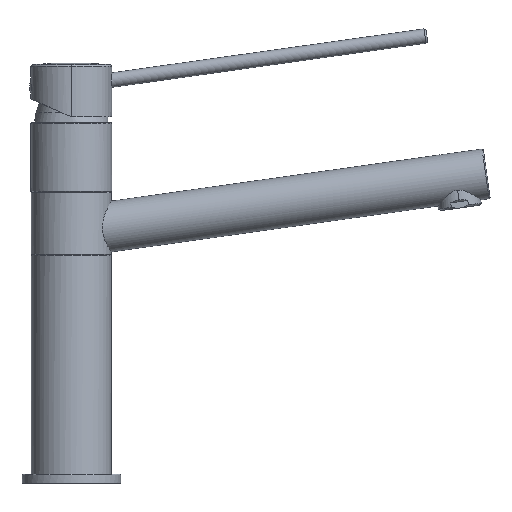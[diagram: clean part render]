
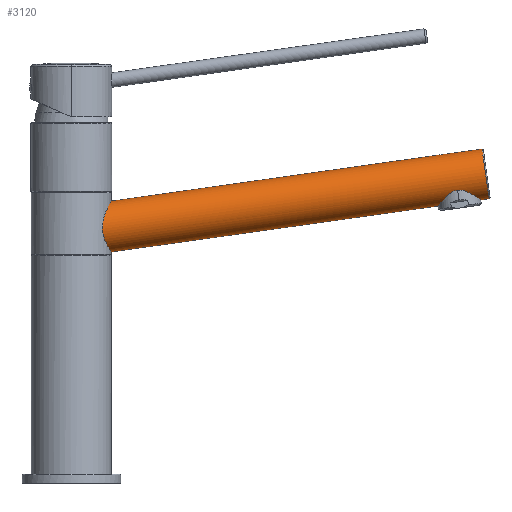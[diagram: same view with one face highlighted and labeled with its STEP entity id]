
A CAD part, left-side view. The second image highlights one B-rep face of the part: STEP entity #3120.
In plain terms, the highlighted cylindrical face has radius 14 mm (diameter 28 mm), a partial arc.
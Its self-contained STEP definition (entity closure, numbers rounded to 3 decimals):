
#3120=ADVANCED_FACE('',(#5668),#43788,.T.);
#5668=FACE_OUTER_BOUND('',#8830,.T.);
#8830=EDGE_LOOP('',(#21200,#21201,#21202,#21203,#21204,#21205,#21206));
#21200=ORIENTED_EDGE('',*,*,#28992,.T.);
#21201=ORIENTED_EDGE('',*,*,#28995,.T.);
#21202=ORIENTED_EDGE('',*,*,#28994,.T.);
#21203=ORIENTED_EDGE('',*,*,#28993,.T.);
#21204=ORIENTED_EDGE('',*,*,#29031,.T.);
#21205=ORIENTED_EDGE('',*,*,#28997,.T.);
#21206=ORIENTED_EDGE('',*,*,#28991,.T.);
#28991=EDGE_CURVE('',#40739,#40741,#31447,.T.);
#28992=EDGE_CURVE('',#40741,#40738,#31448,.T.);
#28993=EDGE_CURVE('',#40744,#40743,#36240,.T.);
#28994=EDGE_CURVE('',#40745,#40744,#36241,.T.);
#28995=EDGE_CURVE('',#40738,#40745,#36242,.T.);
#28997=EDGE_CURVE('',#40742,#40739,#36244,.T.);
#29031=EDGE_CURVE('',#40743,#40742,#36260,.T.);
#31447=(
BOUNDED_CURVE()
B_SPLINE_CURVE(2,(#89483,#89484,#89485),.UNSPECIFIED.,.F.,.F.)
B_SPLINE_CURVE_WITH_KNOTS((3,3),(41.63,42.097),
 .UNSPECIFIED.)
CURVE()
GEOMETRIC_REPRESENTATION_ITEM()
RATIONAL_B_SPLINE_CURVE((1.,1.,1.))
REPRESENTATION_ITEM('')
);
#31448=(
BOUNDED_CURVE()
B_SPLINE_CURVE(2,(#89486,#89487,#89488,#89489,#89490),.UNSPECIFIED.,.F.,
 .F.)
B_SPLINE_CURVE_WITH_KNOTS((3,2,3),(42.097,62.912,83.727),
 .UNSPECIFIED.)
CURVE()
GEOMETRIC_REPRESENTATION_ITEM()
RATIONAL_B_SPLINE_CURVE((1.,0.713,1.,0.713,1.))
REPRESENTATION_ITEM('')
);
#36240=B_SPLINE_CURVE_WITH_KNOTS('',1,(#89491,#89492),.UNSPECIFIED.,.F.,
 .F.,(2,2),(-183.553,0.),.UNSPECIFIED.);
#36241=B_SPLINE_CURVE_WITH_KNOTS('',3,(#89493,#89494,#89495,#89496,#89497,
#89498,#89499,#89500,#89501,#89502,#89503,#89504,#89505,#89506,#89507,#89508,
#89509,#89510,#89511,#89512,#89513,#89514,#89515,#89516,#89517,#89518,#89519,
#89520,#89521,#89522,#89523,#89524,#89525,#89526,#89527),.UNSPECIFIED.,
 .F.,.F.,(4,1,1,1,1,1,1,1,1,1,1,1,1,1,1,1,1,1,1,1,1,1,1,1,1,1,1,1,1,1,1,
1,4),(-45.615,-44.19,-42.764,-41.339,
-39.913,-38.488,-37.062,-35.637,
-34.212,-32.786,-31.361,-29.935,
-28.51,-27.084,-25.659,-24.233,
-22.808,-21.382,-19.957,-18.531,
-17.106,-15.68,-14.255,-12.829,
-11.404,-9.978,-8.553,-7.127,
-5.702,-4.276,-2.851,-1.425,
0.),.UNSPECIFIED.);
#36242=B_SPLINE_CURVE_WITH_KNOTS('',1,(#89528,#89529),.UNSPECIFIED.,.F.,
 .F.,(2,2),(-208.568,0.),.UNSPECIFIED.);
#36244=B_SPLINE_CURVE_WITH_KNOTS('',1,(#89565,#89566),.UNSPECIFIED.,.F.,
 .F.,(2,2),(0.,4.45),.UNSPECIFIED.);
#36260=B_SPLINE_CURVE_WITH_KNOTS('',3,(#89716,#89717,#89718,#89719,#89720,
#89721,#89722,#89723,#89724,#89725,#89726,#89727,#89728,#89729,#89730,#89731,
#89732,#89733,#89734,#89735,#89736,#89737,#89738,#89739,#89740,#89741,#89742,
#89743,#89744,#89745,#89746,#89747,#89748,#89749,#89750,#89751,#89752),
 .UNSPECIFIED.,.F.,.F.,(4,1,1,1,1,1,1,1,1,1,1,1,1,1,1,1,1,1,1,1,1,1,1,1,
1,1,1,1,1,1,1,1,1,1,4),(0.,1.226,2.453,3.679,
4.906,6.132,7.358,8.585,9.811,
11.038,12.264,13.491,14.717,15.943,
17.17,18.396,19.623,20.849,22.075,
23.302,24.528,25.755,26.981,28.208,
29.434,30.66,31.887,33.113,34.34,
35.566,36.792,38.019,39.245,40.472,
41.698),.UNSPECIFIED.);
#40738=VERTEX_POINT('',#89419);
#40739=VERTEX_POINT('',#89420);
#40741=VERTEX_POINT('',#89422);
#40742=VERTEX_POINT('',#89423);
#40743=VERTEX_POINT('',#89424);
#40744=VERTEX_POINT('',#89425);
#40745=VERTEX_POINT('',#89426);
#43788=CYLINDRICAL_SURFACE('',#48003,14.);
#48003=AXIS2_PLACEMENT_3D('',#89364,#50441,$);
#50441=DIRECTION('',(0.,1.,0.));
#89364=CARTESIAN_POINT('',(0.,108.462,0.));
#89419=CARTESIAN_POINT('',(14.,0.6,0.));
#89420=CARTESIAN_POINT('',(-14.,0.6,0.));
#89422=CARTESIAN_POINT('',(-13.991,0.6,0.488));
#89423=CARTESIAN_POINT('',(-14.,5.05,0.));
#89424=CARTESIAN_POINT('',(-14.,29.55,0.));
#89425=CARTESIAN_POINT('',(-14.,213.103,0.));
#89426=CARTESIAN_POINT('',(14.,209.168,0.));
#89483=CARTESIAN_POINT('',(-14.,0.6,0.));
#89484=CARTESIAN_POINT('',(-14.,0.6,0.244));
#89485=CARTESIAN_POINT('',(-13.991,0.6,0.488));
#89486=CARTESIAN_POINT('',(-13.991,0.6,0.488));
#89487=CARTESIAN_POINT('',(-13.512,0.6,14.238));
#89488=CARTESIAN_POINT('',(0.244,0.6,13.998));
#89489=CARTESIAN_POINT('',(14.,0.6,13.758));
#89490=CARTESIAN_POINT('',(14.,0.6,0.));
#89491=CARTESIAN_POINT('',(-14.,213.103,0.));
#89492=CARTESIAN_POINT('',(-14.,29.55,0.));
#89493=CARTESIAN_POINT('',(14.,209.168,0.));
#89494=CARTESIAN_POINT('',(14.,209.168,0.41));
#89495=CARTESIAN_POINT('',(13.964,209.196,1.236));
#89496=CARTESIAN_POINT('',(13.799,209.323,2.473));
#89497=CARTESIAN_POINT('',(13.519,209.538,3.714));
#89498=CARTESIAN_POINT('',(13.116,209.843,4.954));
#89499=CARTESIAN_POINT('',(12.584,210.24,6.186));
#89500=CARTESIAN_POINT('',(11.91,210.729,7.404));
#89501=CARTESIAN_POINT('',(11.089,211.305,8.588));
#89502=CARTESIAN_POINT('',(10.116,211.958,9.718));
#89503=CARTESIAN_POINT('',(9.001,212.661,10.76));
#89504=CARTESIAN_POINT('',(7.771,213.378,11.679));
#89505=CARTESIAN_POINT('',(6.471,214.063,12.444));
#89506=CARTESIAN_POINT('',(5.144,214.677,13.047));
#89507=CARTESIAN_POINT('',(3.827,215.196,13.49));
#89508=CARTESIAN_POINT('',(2.536,215.613,13.789));
#89509=CARTESIAN_POINT('',(1.271,215.93,13.961));
#89510=CARTESIAN_POINT('',(0.033,216.151,14.018));
#89511=CARTESIAN_POINT('',(-1.194,216.281,13.967));
#89512=CARTESIAN_POINT('',(-2.415,216.325,13.809));
#89513=CARTESIAN_POINT('',(-3.641,216.283,13.538));
#89514=CARTESIAN_POINT('',(-4.876,216.158,13.146));
#89515=CARTESIAN_POINT('',(-6.116,215.953,12.618));
#89516=CARTESIAN_POINT('',(-7.346,215.674,11.946));
#89517=CARTESIAN_POINT('',(-8.541,215.337,11.125));
#89518=CARTESIAN_POINT('',(-9.666,214.964,10.164));
#89519=CARTESIAN_POINT('',(-10.688,214.582,9.083));
#89520=CARTESIAN_POINT('',(-11.585,214.216,7.907));
#89521=CARTESIAN_POINT('',(-12.341,213.887,6.663));
#89522=CARTESIAN_POINT('',(-12.954,213.606,5.372));
#89523=CARTESIAN_POINT('',(-13.425,213.383,4.05));
#89524=CARTESIAN_POINT('',(-13.758,213.222,2.708));
#89525=CARTESIAN_POINT('',(-13.956,213.125,1.356));
#89526=CARTESIAN_POINT('',(-14.,213.103,0.451));
#89527=CARTESIAN_POINT('',(-14.,213.103,0.));
#89528=CARTESIAN_POINT('',(14.,0.6,0.));
#89529=CARTESIAN_POINT('',(14.,209.168,0.));
#89565=CARTESIAN_POINT('',(-14.,5.05,0.));
#89566=CARTESIAN_POINT('',(-14.,0.6,0.));
#89716=CARTESIAN_POINT('',(-14.,29.55,0.));
#89717=CARTESIAN_POINT('',(-14.,29.55,0.357));
#89718=CARTESIAN_POINT('',(-13.973,29.519,1.075));
#89719=CARTESIAN_POINT('',(-13.848,29.376,2.15));
#89720=CARTESIAN_POINT('',(-13.638,29.135,3.228));
#89721=CARTESIAN_POINT('',(-13.337,28.787,4.307));
#89722=CARTESIAN_POINT('',(-12.942,28.326,5.382));
#89723=CARTESIAN_POINT('',(-12.446,27.741,6.447));
#89724=CARTESIAN_POINT('',(-11.851,27.024,7.487));
#89725=CARTESIAN_POINT('',(-11.151,26.161,8.495));
#89726=CARTESIAN_POINT('',(-10.352,25.135,9.452));
#89727=CARTESIAN_POINT('',(-9.528,24.014,10.277));
#89728=CARTESIAN_POINT('',(-8.755,22.864,10.938));
#89729=CARTESIAN_POINT('',(-8.096,21.757,11.429));
#89730=CARTESIAN_POINT('',(-7.579,20.729,11.775));
#89731=CARTESIAN_POINT('',(-7.201,19.782,12.008));
#89732=CARTESIAN_POINT('',(-6.947,18.899,12.155));
#89733=CARTESIAN_POINT('',(-6.805,18.069,12.235));
#89734=CARTESIAN_POINT('',(-6.762,17.268,12.259));
#89735=CARTESIAN_POINT('',(-6.814,16.457,12.23));
#89736=CARTESIAN_POINT('',(-6.965,15.627,12.145));
#89737=CARTESIAN_POINT('',(-7.222,14.758,11.995));
#89738=CARTESIAN_POINT('',(-7.601,13.823,11.761));
#89739=CARTESIAN_POINT('',(-8.109,12.82,11.42));
#89740=CARTESIAN_POINT('',(-8.754,11.738,10.938));
#89741=CARTESIAN_POINT('',(-9.527,10.588,10.278));
#89742=CARTESIAN_POINT('',(-10.352,9.465,9.452));
#89743=CARTESIAN_POINT('',(-11.15,8.44,8.496));
#89744=CARTESIAN_POINT('',(-11.849,7.577,7.489));
#89745=CARTESIAN_POINT('',(-12.445,6.86,6.449));
#89746=CARTESIAN_POINT('',(-12.941,6.274,5.383));
#89747=CARTESIAN_POINT('',(-13.337,5.814,4.309));
#89748=CARTESIAN_POINT('',(-13.638,5.465,3.228));
#89749=CARTESIAN_POINT('',(-13.848,5.224,2.15));
#89750=CARTESIAN_POINT('',(-13.973,5.081,1.075));
#89751=CARTESIAN_POINT('',(-14.,5.05,0.357));
#89752=CARTESIAN_POINT('',(-14.,5.05,0.));
